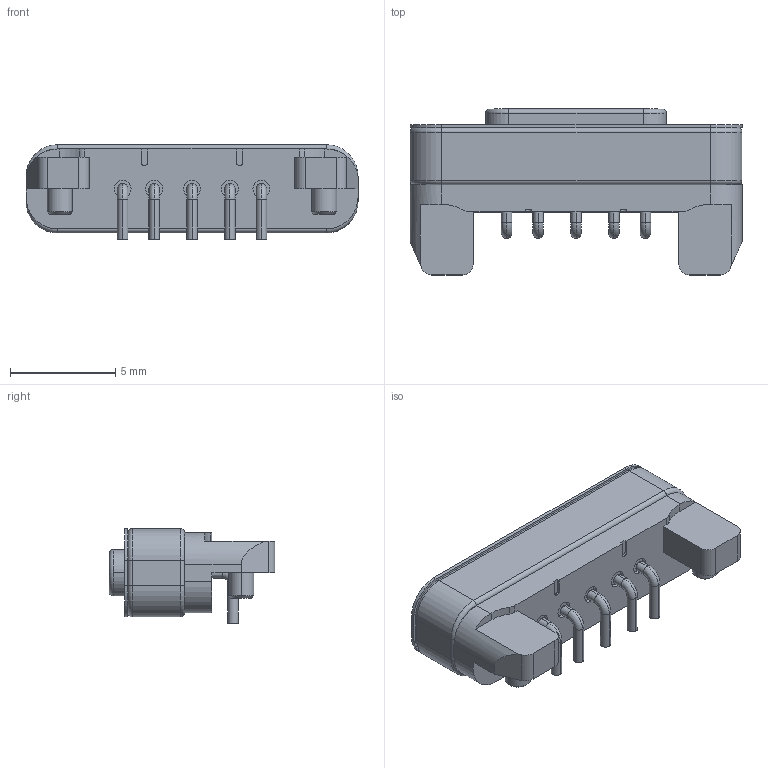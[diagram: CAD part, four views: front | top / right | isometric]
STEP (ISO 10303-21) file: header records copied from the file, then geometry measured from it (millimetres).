
FILE_DESCRIPTION (( 'STEP AP203' ), '1' );
FILE_NAME ('686-G0524350125.STEP', '2023-02-14T11:50:28', ( 'Magnum' ), ( '' ), 'SwSTEP 2.0', 'SolidWorks 2020', '' );
FILE_SCHEMA (( 'CONFIG_CONTROL_DESIGN' ));
Length unit declared in the file: millimetre
Products named in the file (1): 686-G0524350125
Bounding box: 15.8 x 7.9 x 4.5 mm (x, y, z)
Volume: 294.4 mm3; surface area: 524.5 mm2
Topology: 6 solids, 6 shells, 220 faces, 505 edges, 316 vertices
Faces by surface type: cylinder 93, plane 83, torus 26, bspline 14, cone 4
Entity records: 7059 total; most frequent: CARTESIAN_POINT 1911, DIRECTION 1109, ORIENTED_EDGE 1014, EDGE_CURVE 507, AXIS2_PLACEMENT_3D 425, VERTEX_POINT 318, LINE 259, VECTOR 259
